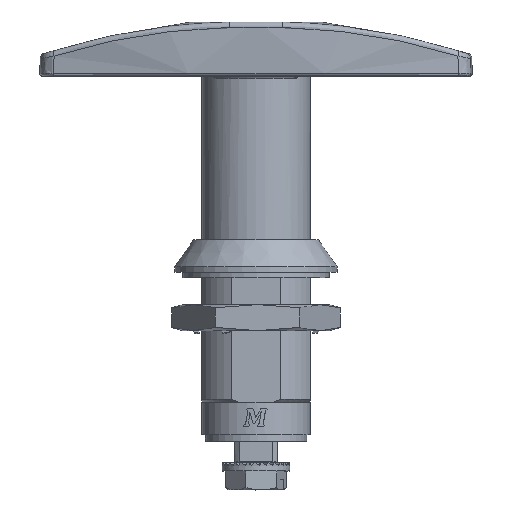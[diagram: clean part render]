
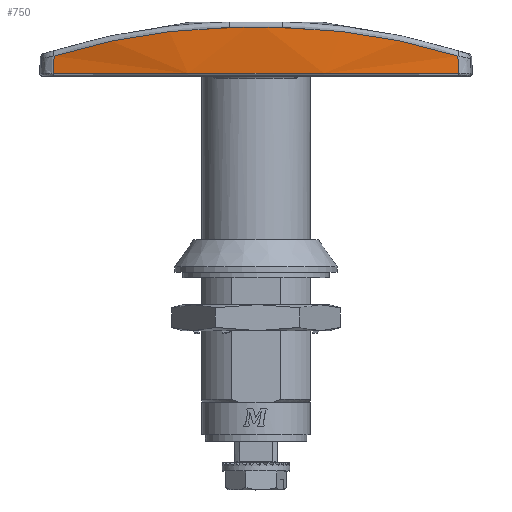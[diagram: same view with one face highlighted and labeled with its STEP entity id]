
A CAD part, top view. The second image highlights one B-rep face of the part: STEP entity #750.
In plain terms, the highlighted cylindrical face has radius 157.6 mm (diameter 315.2 mm), a partial arc.
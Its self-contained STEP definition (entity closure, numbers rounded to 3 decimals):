
#750=ADVANCED_FACE('',(#1528),#1529,.T.);
#1528=FACE_OUTER_BOUND('',#8050,.T.);
#1529=CYLINDRICAL_SURFACE('',#8051,157.6);
#8050=EDGE_LOOP('',(#10570,#10571,#10572,#10573,#10574,#10575));
#8051=AXIS2_PLACEMENT_3D('',#10576,#10577,#10578);
#10570=ORIENTED_EDGE('',*,*,#13128,.T.);
#10571=ORIENTED_EDGE('',*,*,#13092,.T.);
#10572=ORIENTED_EDGE('',*,*,#12856,.T.);
#10573=ORIENTED_EDGE('',*,*,#12882,.T.);
#10574=ORIENTED_EDGE('',*,*,#12876,.F.);
#10575=ORIENTED_EDGE('',*,*,#13105,.T.);
#10576=CARTESIAN_POINT('',(0.,149.605,-145.6));
#10577=DIRECTION('',(0.,-1.0,0.0));
#10578=DIRECTION('',(0.25,0.,0.968));
#12856=EDGE_CURVE('',#14198,#14199,#14200,.T.);
#12876=EDGE_CURVE('',#14234,#14236,#14237,.F.);
#12882=EDGE_CURVE('',#14199,#14236,#14246,.T.);
#13092=EDGE_CURVE('',#14581,#14198,#14589,.T.);
#13105=EDGE_CURVE('',#14234,#14606,#14608,.T.);
#13128=EDGE_CURVE('',#14606,#14581,#14639,.T.);
#14198=VERTEX_POINT('',#17324);
#14199=VERTEX_POINT('',#17325);
#14200=B_SPLINE_CURVE_WITH_KNOTS('',3,(#17326,#17327,#17328,#17329,#17330,#17331,#17332),.UNSPECIFIED.,.F.,.F.,(4,3,4),(0.001,0.002,0.004),.UNSPECIFIED.);
#14234=VERTEX_POINT('',#17461);
#14236=VERTEX_POINT('',#17463);
#14237=CIRCLE('',#17464,157.6);
#14246=B_SPLINE_CURVE_WITH_KNOTS('',3,(#17482,#17483,#17484,#17485,#17486,#17487,#17488,#17489),.UNSPECIFIED.,.F.,.F.,(4,2,2,4),(0.0,0.017,0.025,0.033),.UNSPECIFIED.);
#14581=VERTEX_POINT('',#18398);
#14589=CIRCLE('',#18441,157.6);
#14606=VERTEX_POINT('',#18479);
#14608=B_SPLINE_CURVE_WITH_KNOTS('',3,(#18481,#18482,#18483,#18484,#18485,#18486,#18487,#18488,#18489,#18490),.UNSPECIFIED.,.F.,.F.,(4,2,2,2,4),(0.0,0.004,0.008,0.017,0.034),.UNSPECIFIED.);
#14639=B_SPLINE_CURVE_WITH_KNOTS('',3,(#18684,#18685,#18686,#18687,#18688,#18689,#18690),.UNSPECIFIED.,.F.,.F.,(4,3,4),(0.001,0.003,0.004),.UNSPECIFIED.);
#17324=CARTESIAN_POINT('',(37.408,36.7,7.496));
#17325=CARTESIAN_POINT('',(37.289,39.92,7.525));
#17326=CARTESIAN_POINT('',(37.408,36.7,7.496));
#17327=CARTESIAN_POINT('',(37.39,37.175,7.5));
#17328=CARTESIAN_POINT('',(37.373,37.65,7.505));
#17329=CARTESIAN_POINT('',(37.355,38.124,7.509));
#17330=CARTESIAN_POINT('',(37.333,38.723,7.514));
#17331=CARTESIAN_POINT('',(37.311,39.321,7.52));
#17332=CARTESIAN_POINT('',(37.289,39.92,7.525));
#17461=CARTESIAN_POINT('',(-4.9,45.2,11.924));
#17463=CARTESIAN_POINT('',(4.9,45.2,11.924));
#17464=AXIS2_PLACEMENT_3D('',#21155,#21156,#21157);
#17482=CARTESIAN_POINT('',(37.289,39.92,7.525));
#17483=CARTESIAN_POINT('',(32.088,41.567,8.792));
#17484=CARTESIAN_POINT('',(26.787,42.811,9.802));
#17485=CARTESIAN_POINT('',(18.689,44.114,10.912));
#17486=CARTESIAN_POINT('',(15.964,44.454,11.214));
#17487=CARTESIAN_POINT('',(10.468,44.956,11.676));
#17488=CARTESIAN_POINT('',(7.695,45.116,11.837));
#17489=CARTESIAN_POINT('',(4.9,45.2,11.924));
#18398=CARTESIAN_POINT('',(-37.408,36.7,7.496));
#18441=AXIS2_PLACEMENT_3D('',#21488,#21489,#21490);
#18479=CARTESIAN_POINT('',(-37.289,39.92,7.525));
#18481=CARTESIAN_POINT('',(-4.9,45.2,11.924));
#18482=CARTESIAN_POINT('',(-6.297,45.158,11.88));
#18483=CARTESIAN_POINT('',(-7.691,45.097,11.818));
#18484=CARTESIAN_POINT('',(-10.465,44.933,11.658));
#18485=CARTESIAN_POINT('',(-11.846,44.83,11.56));
#18486=CARTESIAN_POINT('',(-15.969,44.454,11.213));
#18487=CARTESIAN_POINT('',(-18.694,44.113,10.911));
#18488=CARTESIAN_POINT('',(-26.793,42.809,9.801));
#18489=CARTESIAN_POINT('',(-32.092,41.566,8.791));
#18490=CARTESIAN_POINT('',(-37.289,39.92,7.525));
#18684=CARTESIAN_POINT('',(-37.289,39.92,7.525));
#18685=CARTESIAN_POINT('',(-37.311,39.321,7.52));
#18686=CARTESIAN_POINT('',(-37.333,38.723,7.514));
#18687=CARTESIAN_POINT('',(-37.355,38.124,7.509));
#18688=CARTESIAN_POINT('',(-37.373,37.65,7.505));
#18689=CARTESIAN_POINT('',(-37.39,37.175,7.5));
#18690=CARTESIAN_POINT('',(-37.408,36.7,7.496));
#21155=CARTESIAN_POINT('',(0.,45.2,-145.6));
#21156=DIRECTION('',(0.,-1.0,0.));
#21157=DIRECTION('',(0.,0.,-1.0));
#21488=CARTESIAN_POINT('',(0.,36.7,-145.6));
#21489=DIRECTION('',(0.,1.0,0.));
#21490=DIRECTION('',(0.,0.,1.0));
